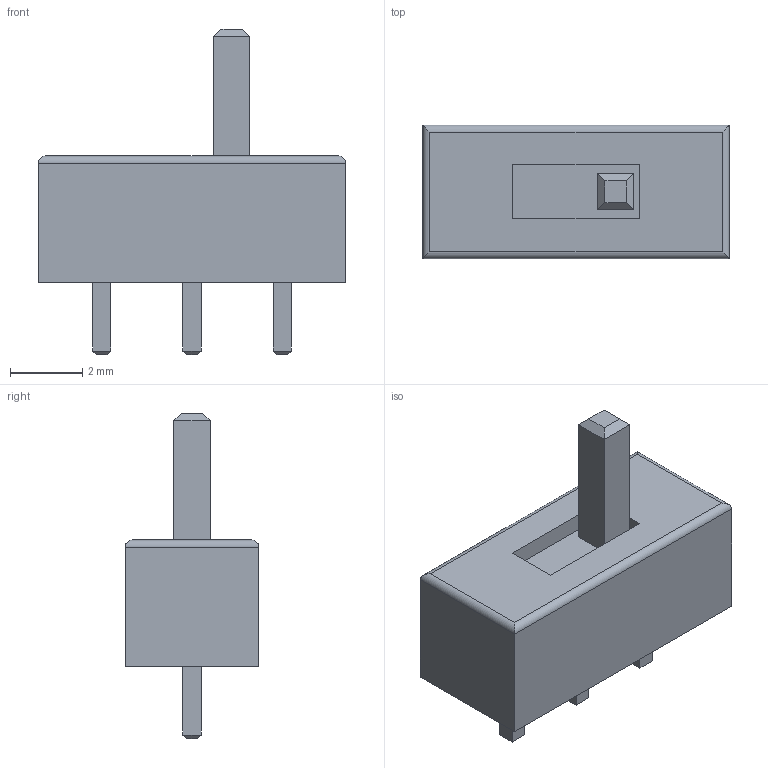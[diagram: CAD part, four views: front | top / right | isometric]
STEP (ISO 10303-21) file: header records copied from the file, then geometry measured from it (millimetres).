
FILE_DESCRIPTION(/* description */ (''),/* implementation_level */ '2;1');
FILE_NAME(/* name */ '',/* time_stamp */ '2023-07-18T08:36:18+08:00',/* author */ (''),/* organization */ (''),/* preprocessor_version */ 'ST-DEVELOPER v19.2',/* originating_system */ 'Autodesk Translation Framework v12.6.0.85',/* authorisation */ '');
FILE_SCHEMA (('AUTOMOTIVE_DESIGN { 1 0 10303 214 3 1 1 }'));
Length unit declared in the file: millimetre
Products named in the file (1): 拨动开关_2mm5_3P
Bounding box: 8.5 x 3.7 x 9 mm (x, y, z)
Volume: 112.6 mm3; surface area: 181.7 mm2
Topology: 5 solids, 5 shells, 55 faces, 112 edges, 68 vertices
Faces by surface type: plane 51, cylinder 4
Entity records: 1440 total; most frequent: CARTESIAN_POINT 236, DIRECTION 228, ORIENTED_EDGE 224, EDGE_CURVE 112, LINE 108, VECTOR 108, VERTEX_POINT 68, AXIS2_PLACEMENT_3D 60
